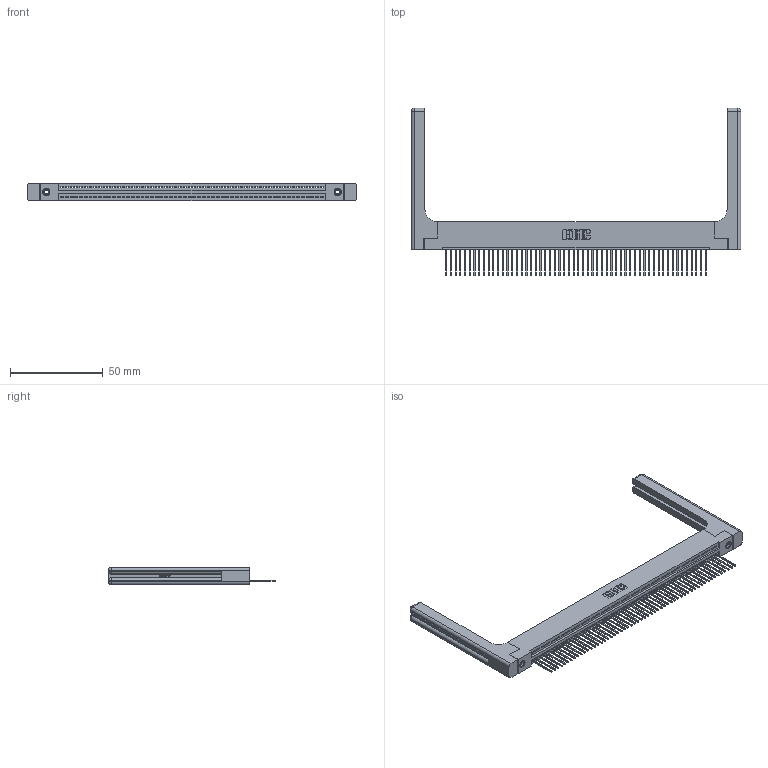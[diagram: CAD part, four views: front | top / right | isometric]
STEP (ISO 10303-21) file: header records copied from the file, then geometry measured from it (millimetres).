
FILE_DESCRIPTION (( 'STEP AP203' ), '1' );
FILE_NAME ('395-056-540-158.STEP', '2019-10-23T22:48:24', ( '' ), ( '' ), 'SwSTEP 2.0', 'SolidWorks 2016', '' );
FILE_SCHEMA (( 'CONFIG_CONTROL_DESIGN' ));
Length unit declared in the file: inch
Products named in the file (5): 345-292-001_345-293-140; 345-250-001_345-250-001-102; 345 Part_Flush Mounting Lugs - 0.156 Dia-TH; 395-056-540-158; 345-220-058_345-220-058
Assembly tree (61 placements, depth 2):
  395-056-540-158
    345 Part_Flush Mounting Lugs - 0.156 Dia-TH
    345-292-001_345-293-140  x56
    345-250-001_345-250-001-102  x2
    345-220-058_345-220-058  x2
Bounding box: 177.27 x 90.09 x 9.4 mm (x, y, z)
Volume: 25532.4 mm3; surface area: 28669.5 mm2
Topology: 61 solids, 61 shells, 3630 faces, 10863 edges, 7146 vertices
Faces by surface type: plane 2468, cylinder 1102, bspline 36, cone 12, sphere 8, torus 4
Entity records: 45462 total; most frequent: CARTESIAN_POINT 8845, ORIENTED_EDGE 7632, DIRECTION 6652, EDGE_CURVE 3816, VECTOR 3368, LINE 3368, VERTEX_POINT 2534, AXIS2_PLACEMENT_3D 1642
